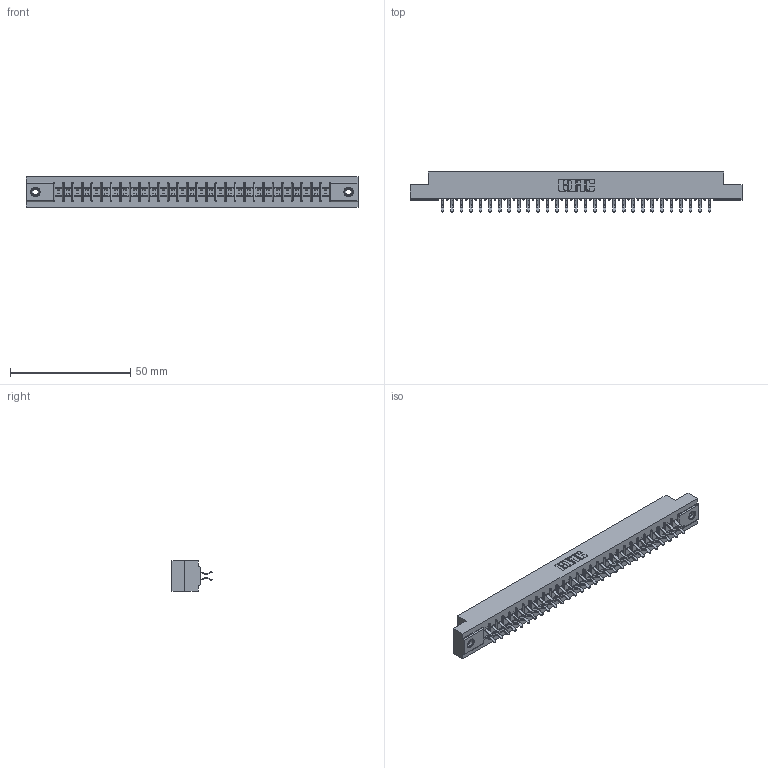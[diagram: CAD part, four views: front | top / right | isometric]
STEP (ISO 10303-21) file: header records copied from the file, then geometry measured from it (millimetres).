
FILE_DESCRIPTION (( 'STEP AP203' ), '1' );
FILE_NAME ('355-058-556-508.STEP', '2019-09-12T13:35:43', ( '' ), ( '' ), 'SwSTEP 2.0', 'SolidWorks 2016', '' );
FILE_SCHEMA (( 'CONFIG_CONTROL_DESIGN' ));
Length unit declared in the file: inch
Products named in the file (4): 345-250-001_345-250-003-102; 305-290-001_556; 305 Part_.156 Dia; 355-058-556-508
Assembly tree (61 placements, depth 2):
  355-058-556-508
    305 Part_.156 Dia
    305-290-001_556  x58
    345-250-001_345-250-003-102  x2
Bounding box: 137.92 x 16.64 x 12.7 mm (x, y, z)
Volume: 13893.2 mm3; surface area: 18062.4 mm2
Topology: 61 solids, 61 shells, 3424 faces, 9819 edges, 6382 vertices
Faces by surface type: plane 1898, cylinder 1394, sphere 116, cone 12, torus 4
Entity records: 34389 total; most frequent: CARTESIAN_POINT 5676, ORIENTED_EDGE 5626, DIRECTION 5515, EDGE_CURVE 2813, VECTOR 2253, LINE 2253, VERTEX_POINT 1792, AXIS2_PLACEMENT_3D 1631
